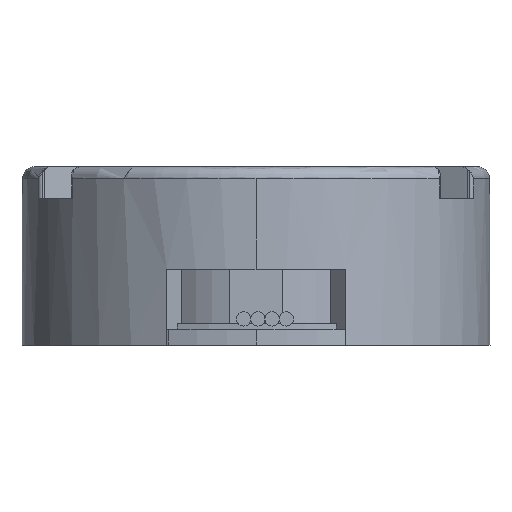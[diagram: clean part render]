
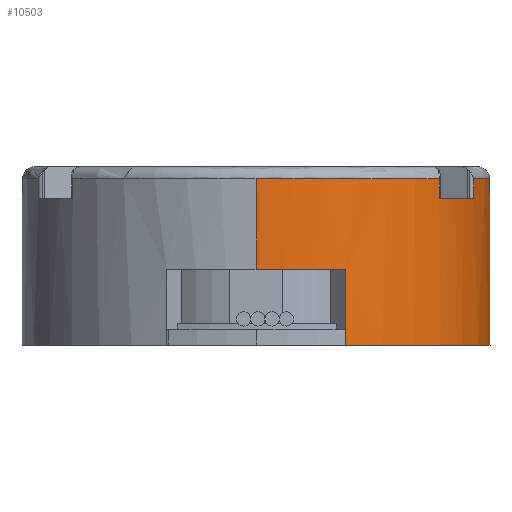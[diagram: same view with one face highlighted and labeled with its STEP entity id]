
A CAD part, front view. The second image highlights one B-rep face of the part: STEP entity #10503.
In plain terms, the highlighted cylindrical face has radius 15 mm (diameter 30 mm), a partial arc.
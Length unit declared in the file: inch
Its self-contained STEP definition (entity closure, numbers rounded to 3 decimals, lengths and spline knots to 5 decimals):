
#140 = ORIENTED_EDGE ( 'NONE', *, *, #11195, .T. ) ;
#269 = CARTESIAN_POINT ( 'NONE',  ( 0., 0.03, -0.59055 ) ) ;
#314 = CARTESIAN_POINT ( 'NONE',  ( 0., 0.45, 0.59055 ) ) ;
#407 = VERTEX_POINT ( 'NONE', #2122 ) ;
#424 = CIRCLE ( 'NONE', #7504, 0.59055 ) ;
#546 = DIRECTION ( 'NONE',  ( 1., 0., 0. ) ) ;
#604 = CARTESIAN_POINT ( 'NONE',  ( 0.225, 0.25816, -0.54601 ) ) ;
#729 = EDGE_CURVE ( 'NONE', #8521, #5843, #424, .T. ) ;
#898 = VERTEX_POINT ( 'NONE', #1957 ) ;
#941 = AXIS2_PLACEMENT_3D ( 'NONE', #5451, #3187, #6574 ) ;
#1369 = CARTESIAN_POINT ( 'NONE',  ( 0., 0.03, 0. ) ) ;
#1726 = EDGE_CURVE ( 'NONE', #3336, #6924, #10984, .T. ) ;
#1859 = CIRCLE ( 'NONE', #6365, 0.59055 ) ;
#1957 = CARTESIAN_POINT ( 'NONE',  ( 0., 0.45, 0.59055 ) ) ;
#2051 = EDGE_CURVE ( 'NONE', #8521, #4668, #9680, .T. ) ;
#2122 = CARTESIAN_POINT ( 'NONE',  ( 0.08646, 0.08, 0.58419 ) ) ;
#2274 = CARTESIAN_POINT ( 'NONE',  ( 0.225, 0.45, -0.54601 ) ) ;
#2413 = DIRECTION ( 'NONE',  ( 0., -1., 0. ) ) ;
#2508 = DIRECTION ( 'NONE',  ( 0., 0., 1. ) ) ;
#2630 = DIRECTION ( 'NONE',  ( 0., -1., 0. ) ) ;
#2763 = EDGE_CURVE ( 'NONE', #898, #11722, #5758, .T. ) ;
#2901 = EDGE_CURVE ( 'NONE', #5843, #11722, #4898, .T. ) ;
#2962 = CARTESIAN_POINT ( 'NONE',  ( 0., 0.45, 0. ) ) ;
#3049 = DIRECTION ( 'NONE',  ( 0., -1., 0. ) ) ;
#3152 = CARTESIAN_POINT ( 'NONE',  ( 0.225, 0.45, -0.54601 ) ) ;
#3187 = DIRECTION ( 'NONE',  ( 0., -1., 0. ) ) ;
#3336 = VERTEX_POINT ( 'NONE', #10879 ) ;
#3464 = ORIENTED_EDGE ( 'NONE', *, *, #3891, .F. ) ;
#3566 = ORIENTED_EDGE ( 'NONE', *, *, #5659, .T. ) ;
#3693 = ORIENTED_EDGE ( 'NONE', *, *, #1726, .F. ) ;
#3891 = EDGE_CURVE ( 'NONE', #7646, #3336, #14180, .T. ) ;
#3918 = AXIS2_PLACEMENT_3D ( 'NONE', #2962, #10893, #4075 ) ;
#4040 = CARTESIAN_POINT ( 'NONE',  ( 0., 0.45, -0.59055 ) ) ;
#4075 = DIRECTION ( 'NONE',  ( 0., 0., 1. ) ) ;
#4668 = VERTEX_POINT ( 'NONE', #269 ) ;
#4859 = VECTOR ( 'NONE', #7704, 39.37008 ) ;
#4898 = LINE ( 'NONE', #3152, #4859 ) ;
#5451 = CARTESIAN_POINT ( 'NONE',  ( 0., 0.45, 0. ) ) ;
#5659 = EDGE_CURVE ( 'NONE', #7646, #8559, #12215, .T. ) ;
#5699 = EDGE_CURVE ( 'NONE', #898, #7882, #11659, .T. ) ;
#5758 = CIRCLE ( 'NONE', #3918, 0.59055 ) ;
#5806 = CYLINDRICAL_SURFACE ( 'NONE', #941, 0.59055 ) ;
#5843 = VERTEX_POINT ( 'NONE', #604 ) ;
#6162 = FACE_OUTER_BOUND ( 'NONE', #11392, .T. ) ;
#6310 = VECTOR ( 'NONE', #11346, 39.37008 ) ;
#6365 = AXIS2_PLACEMENT_3D ( 'NONE', #9425, #2630, #10571 ) ;
#6546 = CARTESIAN_POINT ( 'NONE',  ( 0., 0.03, 0. ) ) ;
#6552 = CARTESIAN_POINT ( 'NONE',  ( 0.54915, 0.03, -0.21721 ) ) ;
#6574 = DIRECTION ( 'NONE',  ( 0., 0., -1. ) ) ;
#6784 = CIRCLE ( 'NONE', #14622, 0.59055 ) ;
#6839 = CARTESIAN_POINT ( 'NONE',  ( 0., 0.08, 0.59055 ) ) ;
#6924 = VERTEX_POINT ( 'NONE', #6552 ) ;
#7007 = ORIENTED_EDGE ( 'NONE', *, *, #2051, .F. ) ;
#7276 = ORIENTED_EDGE ( 'NONE', *, *, #5699, .T. ) ;
#7297 = DIRECTION ( 'NONE',  ( 0., -1., 0. ) ) ;
#7467 = ORIENTED_EDGE ( 'NONE', *, *, #8632, .T. ) ;
#7479 = EDGE_CURVE ( 'NONE', #407, #7882, #1859, .T. ) ;
#7504 = AXIS2_PLACEMENT_3D ( 'NONE', #13350, #7297, #546 ) ;
#7646 = VERTEX_POINT ( 'NONE', #12046 ) ;
#7704 = DIRECTION ( 'NONE',  ( 0., 1., 0. ) ) ;
#7715 = DIRECTION ( 'NONE',  ( 0., 0., 1. ) ) ;
#7830 = ORIENTED_EDGE ( 'NONE', *, *, #729, .T. ) ;
#7882 = VERTEX_POINT ( 'NONE', #6839 ) ;
#8230 = VERTEX_POINT ( 'NONE', #11944 ) ;
#8521 = VERTEX_POINT ( 'NONE', #12465 ) ;
#8559 = VERTEX_POINT ( 'NONE', #11415 ) ;
#8632 = EDGE_CURVE ( 'NONE', #8559, #4668, #6784, .T. ) ;
#9203 = CARTESIAN_POINT ( 'NONE',  ( 0., 0.08, 0. ) ) ;
#9300 = DIRECTION ( 'NONE',  ( 0., 1., 0. ) ) ;
#9361 = LINE ( 'NONE', #13581, #6310 ) ;
#9425 = CARTESIAN_POINT ( 'NONE',  ( 0., 0.08, 0. ) ) ;
#9517 = VECTOR ( 'NONE', #12007, 39.37008 ) ;
#9680 = LINE ( 'NONE', #4040, #9517 ) ;
#9729 = AXIS2_PLACEMENT_3D ( 'NONE', #6546, #14472, #7715 ) ;
#10363 = DIRECTION ( 'NONE',  ( 0., 0., 1. ) ) ;
#10466 = DIRECTION ( 'NONE',  ( 0., -1., 0. ) ) ;
#10503 = ADVANCED_FACE ( 'NONE', ( #6162 ), #5806, .T. ) ;
#10571 = DIRECTION ( 'NONE',  ( 0., 0., 1. ) ) ;
#10879 = CARTESIAN_POINT ( 'NONE',  ( 0.54915, 0.08, -0.21721 ) ) ;
#10893 = DIRECTION ( 'NONE',  ( 0., 1., 0. ) ) ;
#10984 = LINE ( 'NONE', #10985, #10993 ) ;
#10985 = CARTESIAN_POINT ( 'NONE',  ( 0.54915, 0.08, -0.21721 ) ) ;
#10993 = VECTOR ( 'NONE', #3049, 39.37008 ) ;
#11195 = EDGE_CURVE ( 'NONE', #407, #8230, #9361, .T. ) ;
#11313 = ORIENTED_EDGE ( 'NONE', *, *, #2901, .T. ) ;
#11346 = DIRECTION ( 'NONE',  ( 0., -1., 0. ) ) ;
#11392 = EDGE_LOOP ( 'NONE', ( #11907, #7276, #14443, #140, #14232, #3693, #3464, #3566, #7467, #7007, #7830, #11313 ) ) ;
#11415 = CARTESIAN_POINT ( 'NONE',  ( 0.46269, 0.03, -0.36697 ) ) ;
#11531 = CARTESIAN_POINT ( 'NONE',  ( 0.46269, 0.08, -0.36697 ) ) ;
#11659 = LINE ( 'NONE', #314, #12037 ) ;
#11722 = VERTEX_POINT ( 'NONE', #2274 ) ;
#11907 = ORIENTED_EDGE ( 'NONE', *, *, #2763, .F. ) ;
#11944 = CARTESIAN_POINT ( 'NONE',  ( 0.08646, 0.03, 0.58419 ) ) ;
#12007 = DIRECTION ( 'NONE',  ( 0., -1., 0. ) ) ;
#12037 = VECTOR ( 'NONE', #10466, 39.37008 ) ;
#12046 = CARTESIAN_POINT ( 'NONE',  ( 0.46269, 0.08, -0.36697 ) ) ;
#12103 = CIRCLE ( 'NONE', #9729, 0.59055 ) ;
#12201 = VECTOR ( 'NONE', #12682, 39.37008 ) ;
#12215 = LINE ( 'NONE', #11531, #12201 ) ;
#12216 = AXIS2_PLACEMENT_3D ( 'NONE', #9203, #2413, #10363 ) ;
#12465 = CARTESIAN_POINT ( 'NONE',  ( 0., 0.25816, -0.59055 ) ) ;
#12682 = DIRECTION ( 'NONE',  ( 0., -1., 0. ) ) ;
#13350 = CARTESIAN_POINT ( 'NONE',  ( 0., 0.25816, 0. ) ) ;
#13581 = CARTESIAN_POINT ( 'NONE',  ( 0.08646, 0.08, 0.58419 ) ) ;
#14180 = CIRCLE ( 'NONE', #12216, 0.59055 ) ;
#14218 = EDGE_CURVE ( 'NONE', #8230, #6924, #12103, .T. ) ;
#14232 = ORIENTED_EDGE ( 'NONE', *, *, #14218, .T. ) ;
#14443 = ORIENTED_EDGE ( 'NONE', *, *, #7479, .F. ) ;
#14472 = DIRECTION ( 'NONE',  ( 0., 1., 0. ) ) ;
#14622 = AXIS2_PLACEMENT_3D ( 'NONE', #1369, #9300, #2508 ) ;
